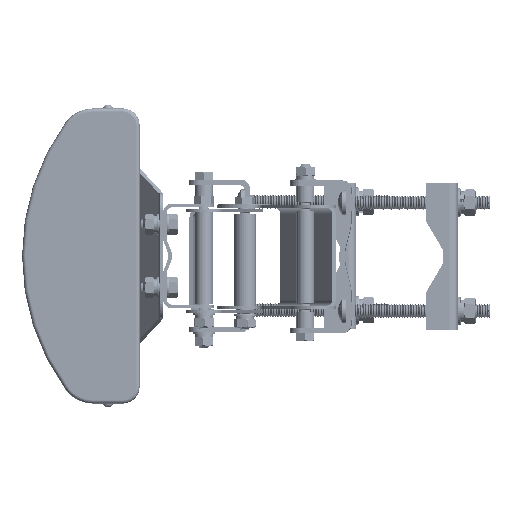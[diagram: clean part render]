
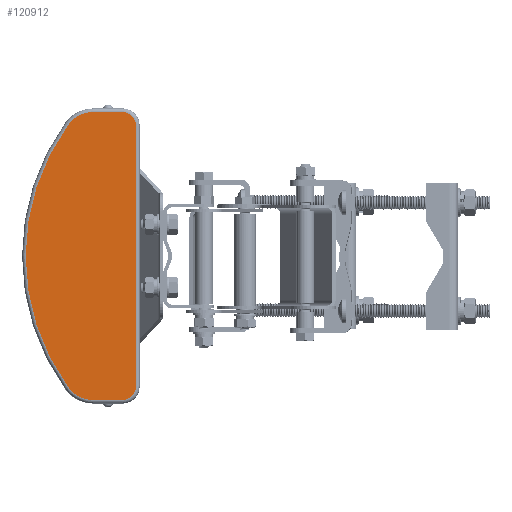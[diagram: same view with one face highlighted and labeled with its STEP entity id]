
A CAD part, left-side view. The second image highlights one B-rep face of the part: STEP entity #120912.
In plain terms, the highlighted planar face has unit normal (-1, 0, 0).
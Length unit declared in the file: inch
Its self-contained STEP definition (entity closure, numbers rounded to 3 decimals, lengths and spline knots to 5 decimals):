
#68042 = CARTESIAN_POINT ( 'NONE',  ( -19.4219, 1.01238, -3.13875 ) ) ;
#68064 = CARTESIAN_POINT ( 'NONE',  ( -19.4219, -2.38309, 0. ) ) ;
#68066 = CIRCLE ( 'NONE', #68123, 4.86809 ) ;
#68068 = DIRECTION ( 'NONE',  ( 0., -1., 0. ) ) ;
#68069 = VECTOR ( 'NONE', #68068, 39.37008 ) ;
#68073 = CARTESIAN_POINT ( 'NONE',  ( -19.4219, 0.375, -3.13875 ) ) ;
#68074 = LINE ( 'NONE', #68073, #68069 ) ;
#68078 = AXIS2_PLACEMENT_3D ( 'NONE', #68115, #68114, #68113 ) ;
#68099 = DIRECTION ( 'NONE',  ( 0., 0., 1. ) ) ;
#68100 = DIRECTION ( 'NONE',  ( -1., 0., 0. ) ) ;
#68101 = CARTESIAN_POINT ( 'NONE',  ( -19.4219, 1.01238, 2.46875 ) ) ;
#68102 = AXIS2_PLACEMENT_3D ( 'NONE', #68101, #68100, #68099 ) ;
#68107 = DIRECTION ( 'NONE',  ( 0., 0., 1. ) ) ;
#68111 = CIRCLE ( 'NONE', #68102, 0.67 ) ;
#68113 = DIRECTION ( 'NONE',  ( 0., 0., 1. ) ) ;
#68114 = DIRECTION ( 'NONE',  ( -1., 0., 0. ) ) ;
#68115 = CARTESIAN_POINT ( 'NONE',  ( -19.4219, 1.01238, -2.46875 ) ) ;
#68116 = DIRECTION ( 'NONE',  ( -1., 0., 0. ) ) ;
#68123 = AXIS2_PLACEMENT_3D ( 'NONE', #68064, #68116, #68107 ) ;
#68124 = CIRCLE ( 'NONE', #68078, 0.67 ) ;
#68276 = AXIS2_PLACEMENT_3D ( 'NONE', #68343, #68338, #68337 ) ;
#68285 = CARTESIAN_POINT ( 'NONE',  ( -19.4219, 1.01238, 3.13875 ) ) ;
#68286 = CIRCLE ( 'NONE', #68276, 0.295 ) ;
#68312 = FACE_OUTER_BOUND ( 'NONE', #120794, .T. ) ;
#68313 = CARTESIAN_POINT ( 'NONE',  ( -19.4219, 0.375, -3.13875 ) ) ;
#68316 = CARTESIAN_POINT ( 'NONE',  ( -19.4219, 0.08, 2.84375 ) ) ;
#68317 = VECTOR ( 'NONE', #68335, 39.37008 ) ;
#68318 = PLANE ( 'NONE',  #68326 ) ;
#68321 = CARTESIAN_POINT ( 'NONE',  ( -19.4219, 1.55429, 2.86275 ) ) ;
#68323 = DIRECTION ( 'NONE',  ( 0., 0., 1. ) ) ;
#68324 = DIRECTION ( 'NONE',  ( -1., 0., 0. ) ) ;
#68326 = AXIS2_PLACEMENT_3D ( 'NONE', #68358, #68357, #68356 ) ;
#68327 = CARTESIAN_POINT ( 'NONE',  ( -19.4219, 1.55429, -2.86275 ) ) ;
#68329 = LINE ( 'NONE', #68336, #68317 ) ;
#68330 = CARTESIAN_POINT ( 'NONE',  ( -19.4219, 0.375, 2.84375 ) ) ;
#68331 = DIRECTION ( 'NONE',  ( 0., 0., 1. ) ) ;
#68332 = VECTOR ( 'NONE', #68331, 39.37008 ) ;
#68333 = CARTESIAN_POINT ( 'NONE',  ( -19.4219, 0.08, 2.84375 ) ) ;
#68334 = CIRCLE ( 'NONE', #68342, 0.295 ) ;
#68335 = DIRECTION ( 'NONE',  ( 0., 1., 0. ) ) ;
#68336 = CARTESIAN_POINT ( 'NONE',  ( -19.4219, 1.01238, 3.13875 ) ) ;
#68337 = DIRECTION ( 'NONE',  ( 0., 0., 1. ) ) ;
#68338 = DIRECTION ( 'NONE',  ( -1., 0., 0. ) ) ;
#68339 = LINE ( 'NONE', #68333, #68332 ) ;
#68342 = AXIS2_PLACEMENT_3D ( 'NONE', #68330, #68324, #68323 ) ;
#68343 = CARTESIAN_POINT ( 'NONE',  ( -19.4219, 0.375, -2.84375 ) ) ;
#68353 = CARTESIAN_POINT ( 'NONE',  ( -19.4219, 0.375, 3.13875 ) ) ;
#68356 = DIRECTION ( 'NONE',  ( 0., 0., 1. ) ) ;
#68357 = DIRECTION ( 'NONE',  ( -1., 0., 0. ) ) ;
#68358 = CARTESIAN_POINT ( 'NONE',  ( -19.4219, 0.375, -2.84375 ) ) ;
#68359 = CARTESIAN_POINT ( 'NONE',  ( -19.4219, 0.08, -2.84375 ) ) ;
#120783 = ORIENTED_EDGE ( 'NONE', *, *, #120798, .T. ) ;
#120786 = EDGE_CURVE ( 'NONE', #120788, #120913, #68074, .T. ) ;
#120788 = VERTEX_POINT ( 'NONE', #68042 ) ;
#120794 = EDGE_LOOP ( 'NONE', ( #120818, #120783, #120916, #120904, #120889, #120898, #120857, #120864 ) ) ;
#120798 = EDGE_CURVE ( 'NONE', #120911, #120788, #68124, .T. ) ;
#120800 = EDGE_CURVE ( 'NONE', #120910, #120911, #68066, .T. ) ;
#120803 = EDGE_CURVE ( 'NONE', #120883, #120910, #68111, .T. ) ;
#120818 = ORIENTED_EDGE ( 'NONE', *, *, #120800, .T. ) ;
#120857 = ORIENTED_EDGE ( 'NONE', *, *, #120899, .T. ) ;
#120864 = ORIENTED_EDGE ( 'NONE', *, *, #120803, .T. ) ;
#120883 = VERTEX_POINT ( 'NONE', #68285 ) ;
#120884 = EDGE_CURVE ( 'NONE', #120913, #120918, #68286, .T. ) ;
#120885 = EDGE_CURVE ( 'NONE', #120918, #120906, #68339, .T. ) ;
#120889 = ORIENTED_EDGE ( 'NONE', *, *, #120885, .T. ) ;
#120890 = EDGE_CURVE ( 'NONE', #120906, #120915, #68334, .T. ) ;
#120898 = ORIENTED_EDGE ( 'NONE', *, *, #120890, .T. ) ;
#120899 = EDGE_CURVE ( 'NONE', #120915, #120883, #68329, .T. ) ;
#120904 = ORIENTED_EDGE ( 'NONE', *, *, #120884, .T. ) ;
#120906 = VERTEX_POINT ( 'NONE', #68316 ) ;
#120910 = VERTEX_POINT ( 'NONE', #68321 ) ;
#120911 = VERTEX_POINT ( 'NONE', #68327 ) ;
#120912 = ADVANCED_FACE ( 'NONE', ( #68312 ), #68318, .T. ) ;
#120913 = VERTEX_POINT ( 'NONE', #68313 ) ;
#120915 = VERTEX_POINT ( 'NONE', #68353 ) ;
#120916 = ORIENTED_EDGE ( 'NONE', *, *, #120786, .T. ) ;
#120918 = VERTEX_POINT ( 'NONE', #68359 ) ;
